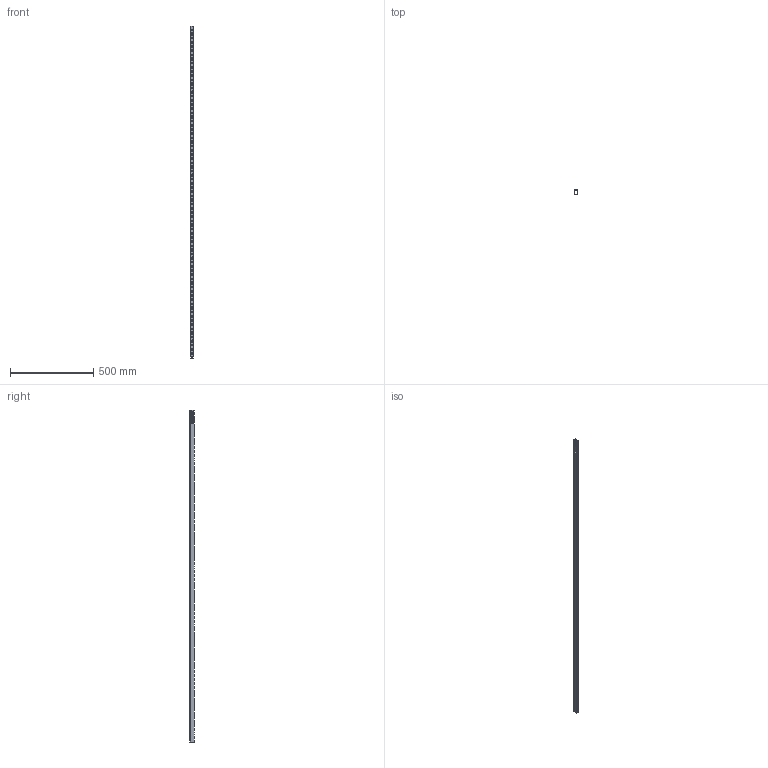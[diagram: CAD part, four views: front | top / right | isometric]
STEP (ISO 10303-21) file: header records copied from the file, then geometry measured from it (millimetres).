
FILE_DESCRIPTION (( 'STEP AP203' ), '1' );
FILE_NAME ('T1-0510G-1.step', '2023-06-22T19:13:15', ( '' ), ( '' ), 'SwSTEP 2.0', 'SolidWorks 2021', '' );
FILE_SCHEMA (( 'CONFIG_CONTROL_DESIGN' ));
Length unit declared in the file: millimetre
Products named in the file (1): T1-0510G-1
Bounding box: 15.2 x 30 x 2000 mm (x, y, z)
Volume: 157884 mm3; surface area: 391743.6 mm2
Topology: 2 solids, 2 shells, 963 faces, 2877 edges, 1918 vertices
Faces by surface type: plane 513, cylinder 450
Entity records: 32902 total; most frequent: CARTESIAN_POINT 5999, ORIENTED_EDGE 5754, DIRECTION 5545, EDGE_CURVE 2877, LINE 1977, VECTOR 1977, VERTEX_POINT 1918, AXIS2_PLACEMENT_3D 1784
